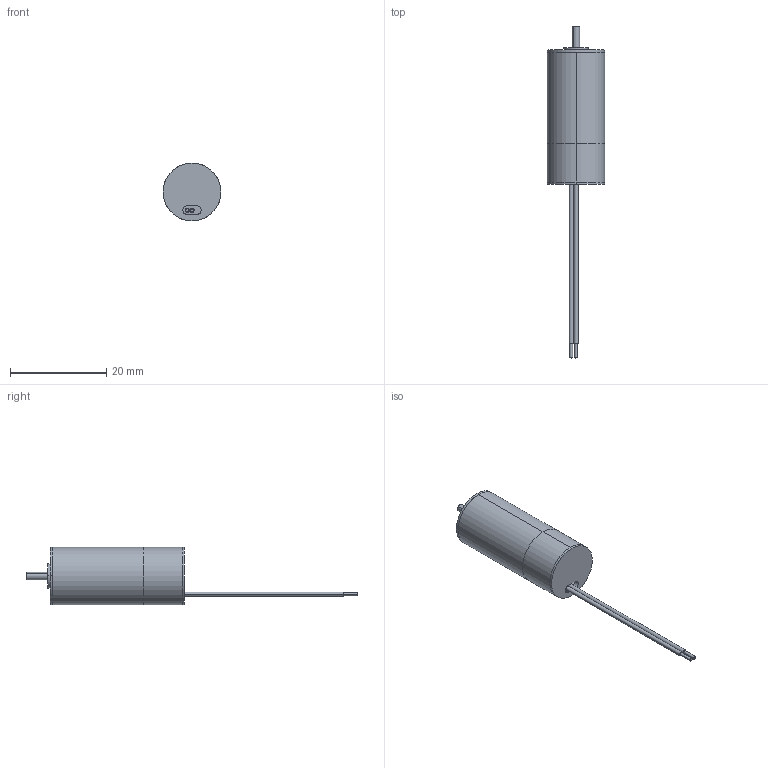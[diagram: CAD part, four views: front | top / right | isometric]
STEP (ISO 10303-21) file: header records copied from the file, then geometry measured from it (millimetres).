
FILE_DESCRIPTION (( 'STEP AP203' ), '1' );
FILE_NAME ('ECD1228S.STEP', '2018-06-05T07:09:10', ( 'Sky123.Org' ), ( 'Sky123.Org' ), 'SwSTEP 2.0', 'SolidWorks 2013', '' );
FILE_SCHEMA (( 'CONFIG_CONTROL_DESIGN' ));
Length unit declared in the file: millimetre
Products named in the file (7): 01.01.0001 ヶ傷裔; 01.02.0179 囀离綴傷裔; 01.10.0001 粣; 01.14.0187 傷赽盄; 01.02.0180 囀离帣傷裔; ECD1228S; 01.07.0001 儂褲
Assembly tree (6 placements, depth 2):
  ECD1228S
    01.07.0001 儂褲
    01.01.0001 ヶ傷裔
    01.02.0179 囀离綴傷裔
    01.10.0001 粣
    01.14.0187 傷赽盄
    01.02.0180 囀离帣傷裔
Bounding box: 12 x 69.14 x 12 mm (x, y, z)
Volume: 1170.3 mm3; surface area: 3415.6 mm2
Topology: 7 solids, 7 shells, 134 faces, 294 edges, 190 vertices
Faces by surface type: cylinder 76, plane 40, cone 14, torus 4
Entity records: 4524 total; most frequent: DIRECTION 755, CARTESIAN_POINT 639, ORIENTED_EDGE 588, AXIS2_PLACEMENT_3D 322, EDGE_CURVE 294, VERTEX_POINT 190, CIRCLE 179, EDGE_LOOP 164
